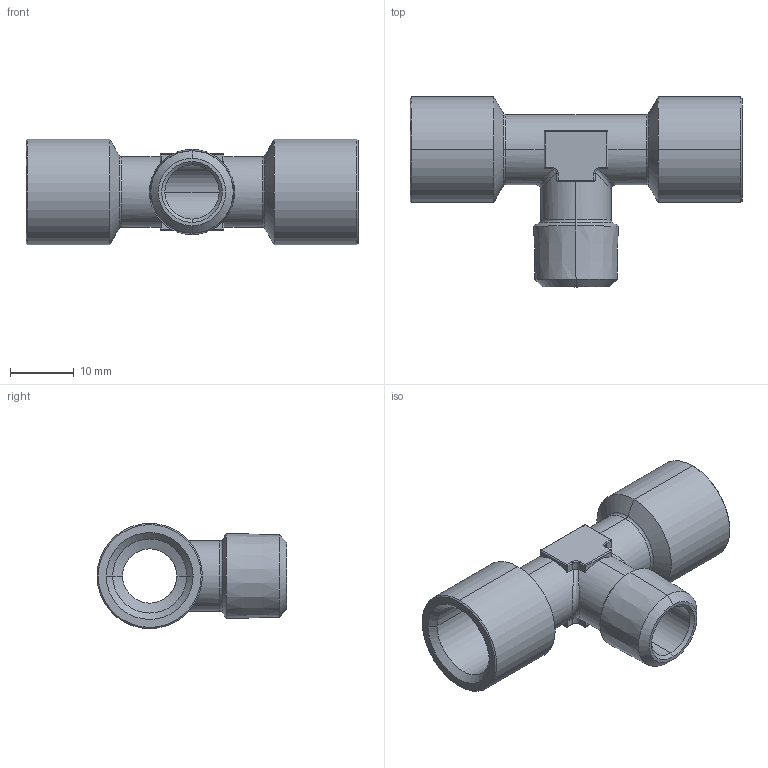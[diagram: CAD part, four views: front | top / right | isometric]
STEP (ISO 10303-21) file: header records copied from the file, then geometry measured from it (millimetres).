
FILE_DESCRIPTION (( 'STEP AP203' ), '1' );
FILE_NAME ('002-X327.STEP', '2013-10-30T15:48:33', ( 'Gabriele' ), ( '' ), 'SwSTEP 2.0', 'SolidWorks 2011', '' );
FILE_SCHEMA (( 'CONFIG_CONTROL_DESIGN' ));
Length unit declared in the file: millimetre
Products named in the file (1): 002-X327
Bounding box: 52 x 29.75 x 16.5 mm (x, y, z)
Volume: 5049.8 mm3; surface area: 5393.7 mm2
Topology: 1 solids, 1 shells, 118 faces, 281 edges, 152 vertices
Faces by surface type: cylinder 49, cone 24, plane 21, sphere 12, torus 10, bspline 2
Entity records: 3512 total; most frequent: CARTESIAN_POINT 790, DIRECTION 591, ORIENTED_EDGE 538, EDGE_CURVE 269, AXIS2_PLACEMENT_3D 237, VERTEX_POINT 152, EDGE_LOOP 121, CIRCLE 120
